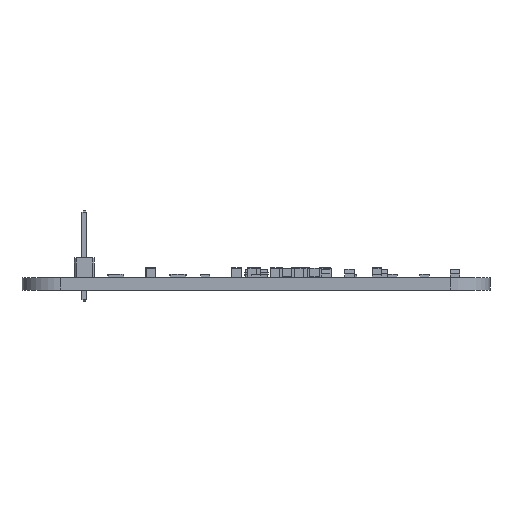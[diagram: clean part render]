
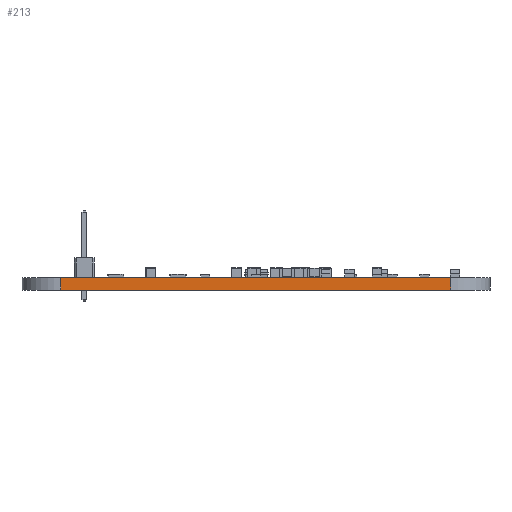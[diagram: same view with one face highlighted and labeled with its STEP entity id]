
A CAD part, left-side view. The second image highlights one B-rep face of the part: STEP entity #213.
In plain terms, the highlighted planar face has unit normal (-1, 0, 0).
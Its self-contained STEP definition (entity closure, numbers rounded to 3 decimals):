
#153 = EDGE_CURVE('',#154,#156,#158,.T.);
#154 = VERTEX_POINT('',#155);
#155 = CARTESIAN_POINT('',(102.55,-105.215,0.));
#156 = VERTEX_POINT('',#157);
#157 = CARTESIAN_POINT('',(102.55,-105.215,-1.6));
#158 = LINE('',#159,#160);
#159 = CARTESIAN_POINT('',(102.55,-105.215,0.));
#160 = VECTOR('',#161,1.);
#161 = DIRECTION('',(0.,0.,-1.));
#213 = ADVANCED_FACE('',(#214),#239,.F.);
#214 = FACE_BOUND('',#215,.F.);
#215 = EDGE_LOOP('',(#216,#217,#225,#233));
#216 = ORIENTED_EDGE('',*,*,#153,.T.);
#217 = ORIENTED_EDGE('',*,*,#218,.T.);
#218 = EDGE_CURVE('',#156,#219,#221,.T.);
#219 = VERTEX_POINT('',#220);
#220 = CARTESIAN_POINT('',(102.55,-55.215,-1.6));
#221 = LINE('',#222,#223);
#222 = CARTESIAN_POINT('',(102.55,-105.215,-1.6));
#223 = VECTOR('',#224,1.);
#224 = DIRECTION('',(0.,1.,0.));
#225 = ORIENTED_EDGE('',*,*,#226,.F.);
#226 = EDGE_CURVE('',#227,#219,#229,.T.);
#227 = VERTEX_POINT('',#228);
#228 = CARTESIAN_POINT('',(102.55,-55.215,0.));
#229 = LINE('',#230,#231);
#230 = CARTESIAN_POINT('',(102.55,-55.215,0.));
#231 = VECTOR('',#232,1.);
#232 = DIRECTION('',(0.,0.,-1.));
#233 = ORIENTED_EDGE('',*,*,#234,.F.);
#234 = EDGE_CURVE('',#154,#227,#235,.T.);
#235 = LINE('',#236,#237);
#236 = CARTESIAN_POINT('',(102.55,-105.215,0.));
#237 = VECTOR('',#238,1.);
#238 = DIRECTION('',(0.,1.,0.));
#239 = PLANE('',#240);
#240 = AXIS2_PLACEMENT_3D('',#241,#242,#243);
#241 = CARTESIAN_POINT('',(102.55,-105.215,0.));
#242 = DIRECTION('',(1.,-0.,0.));
#243 = DIRECTION('',(0.,1.,0.));
